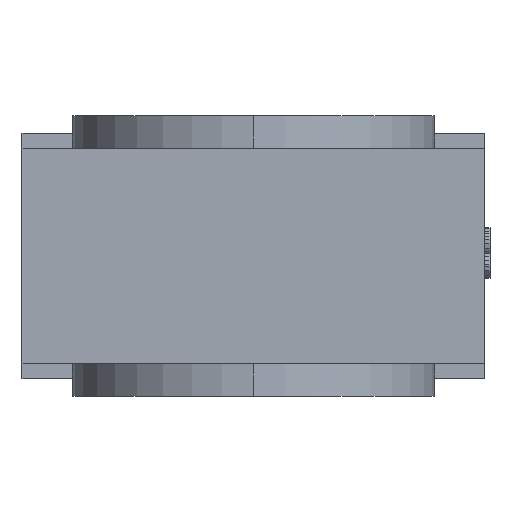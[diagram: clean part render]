
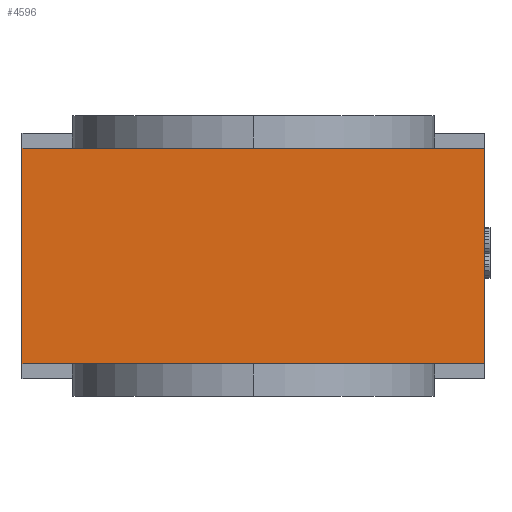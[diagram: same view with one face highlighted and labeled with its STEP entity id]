
A CAD part, front view. The second image highlights one B-rep face of the part: STEP entity #4596.
In plain terms, the highlighted planar face has unit normal (0, -1, 0).
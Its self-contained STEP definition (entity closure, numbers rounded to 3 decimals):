
#93=DIRECTION('',(1.,0.,0.));
#94=VECTOR('',#93,52.744);
#95=CARTESIAN_POINT('',(-26.372,-28.665,12.28));
#96=LINE('',#95,#94);
#343=DIRECTION('',(0.,0.,-1.));
#344=VECTOR('',#343,24.56);
#345=CARTESIAN_POINT('',(26.372,-28.665,12.28));
#346=LINE('',#345,#344);
#1005=DIRECTION('',(0.,0.,1.));
#1006=VECTOR('',#1005,24.56);
#1007=CARTESIAN_POINT('',(-26.372,-28.665,-12.28));
#1008=LINE('',#1007,#1006);
#1166=DIRECTION('',(-1.,0.,0.));
#1167=VECTOR('',#1166,52.744);
#1168=CARTESIAN_POINT('',(26.372,-28.665,-12.28));
#1169=LINE('',#1168,#1167);
#2779=CARTESIAN_POINT('',(-26.372,-28.665,-12.28));
#2781=VERTEX_POINT('',#2779);
#2783=CARTESIAN_POINT('',(26.372,-28.665,-12.28));
#2784=VERTEX_POINT('',#2783);
#2818=CARTESIAN_POINT('',(26.372,-28.665,12.28));
#2819=VERTEX_POINT('',#2818);
#3174=CARTESIAN_POINT('',(-26.372,-28.665,12.28));
#3176=VERTEX_POINT('',#3174);
#4584=CARTESIAN_POINT('',(0.,-28.665,0.));
#4585=DIRECTION('',(0.,1.,0.));
#4586=DIRECTION('',(1.,0.,0.));
#4587=AXIS2_PLACEMENT_3D('',#4584,#4585,#4586);
#4588=PLANE('',#4587);
#4590=ORIENTED_EDGE('',*,*,#4589,.T.);
#4591=ORIENTED_EDGE('',*,*,#4304,.T.);
#4592=ORIENTED_EDGE('',*,*,#3717,.T.);
#4593=ORIENTED_EDGE('',*,*,#3950,.T.);
#4594=EDGE_LOOP('',(#4590,#4591,#4592,#4593));
#4595=FACE_OUTER_BOUND('',#4594,.F.);
#4596=ADVANCED_FACE('',(#4595),#4588,.F.);
#3717=EDGE_CURVE('',#3176,#2819,#96,.T.);
#3950=EDGE_CURVE('',#2819,#2784,#346,.T.);
#4304=EDGE_CURVE('',#2781,#3176,#1008,.T.);
#4589=EDGE_CURVE('',#2784,#2781,#1169,.T.);
